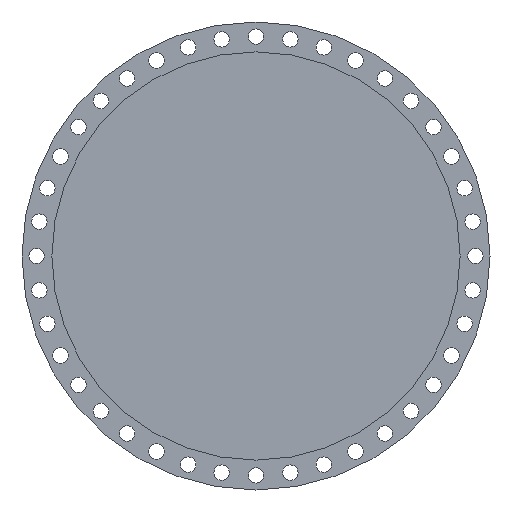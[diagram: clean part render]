
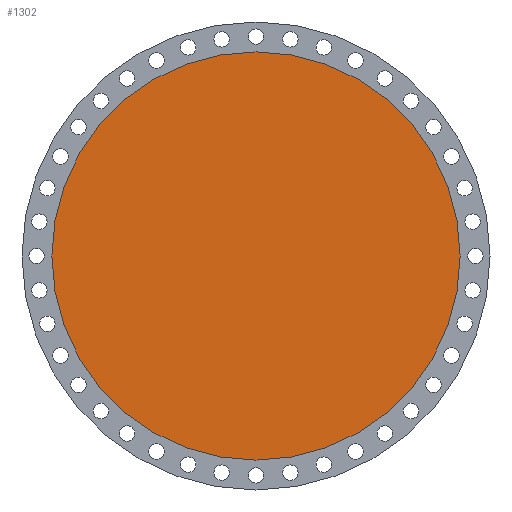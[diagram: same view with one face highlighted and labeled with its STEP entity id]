
A CAD part, left-side view. The second image highlights one B-rep face of the part: STEP entity #1302.
In plain terms, the highlighted planar face has unit normal (-1, 0, 0).
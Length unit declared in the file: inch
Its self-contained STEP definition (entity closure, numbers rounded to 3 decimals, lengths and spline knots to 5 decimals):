
#13 = EDGE_LOOP ( 'NONE', ( #2723, #1972 ) ) ;
#35 = DIRECTION ( 'NONE',  ( -1., 0., 0. ) ) ;
#87 = AXIS2_PLACEMENT_3D ( 'NONE', #741, #212, #2485 ) ;
#98 = CARTESIAN_POINT ( 'NONE',  ( 0., 0., -31.375 ) ) ;
#122 = VERTEX_POINT ( 'NONE', #98 ) ;
#146 = AXIS2_PLACEMENT_3D ( 'NONE', #786, #3011, #1057 ) ;
#212 = DIRECTION ( 'NONE',  ( -1., 0., 0. ) ) ;
#239 = CIRCLE ( 'NONE', #2470, 31.375 ) ;
#409 = EDGE_CURVE ( 'NONE', #122, #1605, #1072, .T. ) ;
#741 = CARTESIAN_POINT ( 'NONE',  ( 0., 0., 0. ) ) ;
#786 = CARTESIAN_POINT ( 'NONE',  ( 0., 0., 0. ) ) ;
#1045 = DIRECTION ( 'NONE',  ( 0., 0., 1. ) ) ;
#1057 = DIRECTION ( 'NONE',  ( 0., 0., 1. ) ) ;
#1072 = CIRCLE ( 'NONE', #87, 31.375 ) ;
#1302 = ADVANCED_FACE ( 'NONE', ( #2988 ), #2040, .T. ) ;
#1605 = VERTEX_POINT ( 'NONE', #2663 ) ;
#1674 = EDGE_CURVE ( 'NONE', #1605, #122, #239, .T. ) ;
#1972 = ORIENTED_EDGE ( 'NONE', *, *, #409, .T. ) ;
#1991 = CARTESIAN_POINT ( 'NONE',  ( 0., 0., 0. ) ) ;
#2040 = PLANE ( 'NONE',  #146 ) ;
#2470 = AXIS2_PLACEMENT_3D ( 'NONE', #1991, #35, #1045 ) ;
#2485 = DIRECTION ( 'NONE',  ( 0., 0., 1. ) ) ;
#2663 = CARTESIAN_POINT ( 'NONE',  ( 0., 0., 31.375 ) ) ;
#2723 = ORIENTED_EDGE ( 'NONE', *, *, #1674, .T. ) ;
#2988 = FACE_OUTER_BOUND ( 'NONE', #13, .T. ) ;
#3011 = DIRECTION ( 'NONE',  ( -1., 0., 0. ) ) ;
